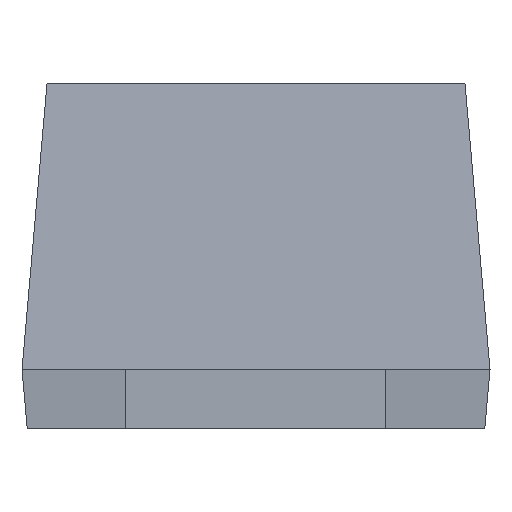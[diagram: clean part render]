
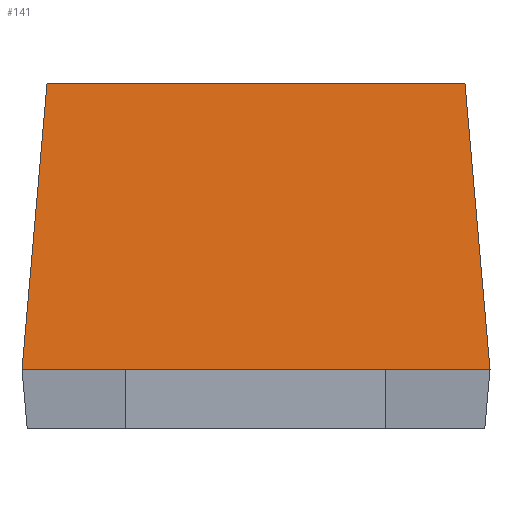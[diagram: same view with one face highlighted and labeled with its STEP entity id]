
A CAD part, left-side view. The second image highlights one B-rep face of the part: STEP entity #141.
In plain terms, the highlighted free-form (B-spline) face has degree [1, 1] with [2, 2] control points.
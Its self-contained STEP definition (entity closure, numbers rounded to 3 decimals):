
#65 = VERTEX_POINT('',#66);
#66 = CARTESIAN_POINT('',(-1.138,0.732,0.));
#93 = VERTEX_POINT('',#94);
#94 = CARTESIAN_POINT('',(-1.138,-0.732,0.));
#99 = EDGE_CURVE('',#93,#65,#100,.T.);
#100 = B_SPLINE_CURVE_WITH_KNOTS('',1,(#101,#102),.UNSPECIFIED.,.F.,.F.,
  (2,2),(0.,1.8),.PIECEWISE_BEZIER_KNOTS.);
#101 = CARTESIAN_POINT('',(-1.138,-0.732,0.));
#102 = CARTESIAN_POINT('',(-1.138,0.732,0.));
#141 = ADVANCED_FACE('',(#142),#164,.T.);
#142 = FACE_BOUND('',#143,.T.);
#143 = EDGE_LOOP('',(#144,#153,#158,#159));
#144 = ORIENTED_EDGE('',*,*,#145,.T.);
#145 = EDGE_CURVE('',#146,#148,#150,.T.);
#146 = VERTEX_POINT('',#147);
#147 = CARTESIAN_POINT('',(-1.06,-0.654,
    0.894));
#148 = VERTEX_POINT('',#149);
#149 = CARTESIAN_POINT('',(-1.06,0.654,0.894
    ));
#150 = B_SPLINE_CURVE_WITH_KNOTS('',1,(#151,#152),.UNSPECIFIED.,.F.,.F.,
  (2,2),(0.096,1.704),.PIECEWISE_BEZIER_KNOTS.);
#151 = CARTESIAN_POINT('',(-1.06,-0.654,
    0.894));
#152 = CARTESIAN_POINT('',(-1.06,0.654,0.894
    ));
#153 = ORIENTED_EDGE('',*,*,#154,.F.);
#154 = EDGE_CURVE('',#65,#148,#155,.T.);
#155 = B_SPLINE_CURVE_WITH_KNOTS('',1,(#156,#157),.UNSPECIFIED.,.F.,.F.,
  (2,2),(-0.078,1.03),.PIECEWISE_BEZIER_KNOTS.);
#156 = CARTESIAN_POINT('',(-1.138,0.732,
    0.));
#157 = CARTESIAN_POINT('',(-1.06,0.654,0.894
    ));
#158 = ORIENTED_EDGE('',*,*,#99,.F.);
#159 = ORIENTED_EDGE('',*,*,#160,.T.);
#160 = EDGE_CURVE('',#93,#146,#161,.T.);
#161 = B_SPLINE_CURVE_WITH_KNOTS('',1,(#162,#163),.UNSPECIFIED.,.F.,.F.,
  (2,2),(-0.122,0.987),.PIECEWISE_BEZIER_KNOTS.);
#162 = CARTESIAN_POINT('',(-1.138,-0.732,
    0.));
#163 = CARTESIAN_POINT('',(-1.06,-0.654,
    0.894));
#164 = B_SPLINE_SURFACE_WITH_KNOTS('',1,1,(
    (#165,#166)
    ,(#167,#168
    )),.UNSPECIFIED.,.F.,.F.,.F.,(2,2),(2,2),(-1.8,0.),(
    0.,1.104),.PIECEWISE_BEZIER_KNOTS.);
#165 = CARTESIAN_POINT('',(-1.138,0.732,
    0.));
#166 = CARTESIAN_POINT('',(-1.06,0.732,0.894
    ));
#167 = CARTESIAN_POINT('',(-1.138,-0.732,
    0.));
#168 = CARTESIAN_POINT('',(-1.06,-0.732,
    0.894));
